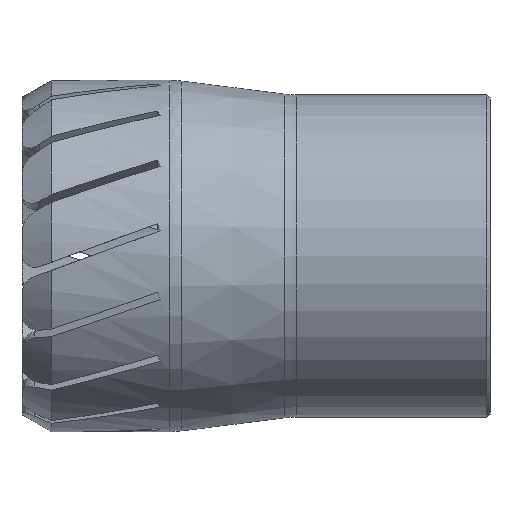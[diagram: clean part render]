
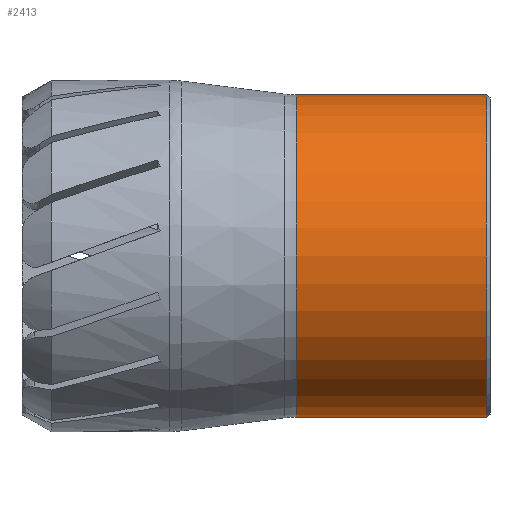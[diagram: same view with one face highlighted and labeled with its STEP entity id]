
A CAD part, front view. The second image highlights one B-rep face of the part: STEP entity #2413.
In plain terms, the highlighted cylindrical face has radius 21 mm (diameter 42 mm), a full revolution.
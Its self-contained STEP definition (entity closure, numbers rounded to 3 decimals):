
#319=FACE_OUTER_BOUND('',#465,.T.);
#465=EDGE_LOOP('',(#1719,#1720,#1721,#1722,#1723));
#730=CIRCLE('',#2648,21.);
#731=CIRCLE('',#2649,21.);
#732=CIRCLE('',#2651,21.);
#792=LINE('',#5155,#858);
#858=VECTOR('',#3042,21.);
#1031=VERTEX_POINT('',#5147);
#1032=VERTEX_POINT('',#5148);
#1033=VERTEX_POINT('',#5153);
#1302=EDGE_CURVE('',#1031,#1032,#730,.T.);
#1303=EDGE_CURVE('',#1032,#1031,#731,.T.);
#1305=EDGE_CURVE('',#1033,#1033,#732,.T.);
#1306=EDGE_CURVE('',#1033,#1032,#792,.T.);
#1719=ORIENTED_EDGE('',*,*,#1305,.F.);
#1720=ORIENTED_EDGE('',*,*,#1306,.T.);
#1721=ORIENTED_EDGE('',*,*,#1302,.F.);
#1722=ORIENTED_EDGE('',*,*,#1303,.F.);
#1723=ORIENTED_EDGE('',*,*,#1306,.F.);
#2401=CYLINDRICAL_SURFACE('',#2650,21.);
#2413=ADVANCED_FACE('',(#319),#2401,.T.);
#2648=AXIS2_PLACEMENT_3D('',#5149,#3033,#3034);
#2649=AXIS2_PLACEMENT_3D('',#5150,#3035,#3036);
#2650=AXIS2_PLACEMENT_3D('',#5152,#3038,#3039);
#2651=AXIS2_PLACEMENT_3D('',#5154,#3040,#3041);
#3033=DIRECTION('center_axis',(1.,0.,0.));
#3034=DIRECTION('ref_axis',(0.,0.,-1.));
#3035=DIRECTION('center_axis',(1.,0.,0.));
#3036=DIRECTION('ref_axis',(0.,0.,-1.));
#3038=DIRECTION('center_axis',(-1.,0.,0.));
#3039=DIRECTION('ref_axis',(0.,0.,1.));
#3040=DIRECTION('center_axis',(-1.,0.,0.));
#3041=DIRECTION('ref_axis',(0.,0.,-1.));
#3042=DIRECTION('',(1.,0.,0.));
#5147=CARTESIAN_POINT('',(40.6,0.,21.));
#5148=CARTESIAN_POINT('',(40.6,0.,-21.));
#5149=CARTESIAN_POINT('Origin',(40.6,0.,0.));
#5150=CARTESIAN_POINT('Origin',(40.6,0.,0.));
#5152=CARTESIAN_POINT('Origin',(28.,0.,0.));
#5153=CARTESIAN_POINT('',(15.757,0.,-21.));
#5154=CARTESIAN_POINT('Origin',(15.757,0.,0.));
#5155=CARTESIAN_POINT('',(28.,0.,-21.));
